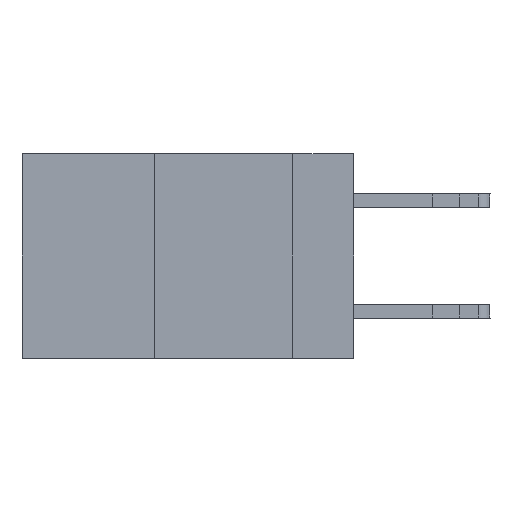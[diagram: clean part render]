
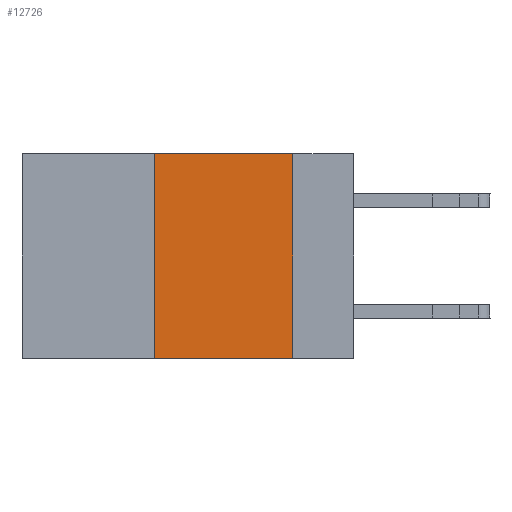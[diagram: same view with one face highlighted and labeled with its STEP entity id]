
A CAD part, left-side view. The second image highlights one B-rep face of the part: STEP entity #12726.
In plain terms, the highlighted planar face has unit normal (-1, 0, 0).
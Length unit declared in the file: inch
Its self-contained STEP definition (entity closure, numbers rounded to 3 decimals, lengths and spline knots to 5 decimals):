
#410 = VECTOR ( 'NONE', #18891, 39.37008 ) ;
#453 = CARTESIAN_POINT ( 'NONE',  ( 0., 0.11, 0. ) ) ;
#1738 = ORIENTED_EDGE ( 'NONE', *, *, #26678, .F. ) ;
#2797 = AXIS2_PLACEMENT_3D ( 'NONE', #25229, #30703, #6045 ) ;
#5674 = VECTOR ( 'NONE', #10395, 39.37008 ) ;
#6045 = DIRECTION ( 'NONE',  ( 0., 0., -1. ) ) ;
#6431 = DIRECTION ( 'NONE',  ( 0., 0., 1. ) ) ;
#7229 = CARTESIAN_POINT ( 'NONE',  ( 0., 0.11, 0. ) ) ;
#7783 = LINE ( 'NONE', #7229, #410 ) ;
#8111 = CARTESIAN_POINT ( 'NONE',  ( 0., 0.36, -0.37 ) ) ;
#8854 = EDGE_CURVE ( 'NONE', #18461, #35384, #34984, .T. ) ;
#8963 = ORIENTED_EDGE ( 'NONE', *, *, #8854, .T. ) ;
#9618 = VECTOR ( 'NONE', #10829, 39.37008 ) ;
#10395 = DIRECTION ( 'NONE',  ( 0., -1., 0. ) ) ;
#10829 = DIRECTION ( 'NONE',  ( 0., -1., 0. ) ) ;
#12726 = ADVANCED_FACE ( 'NONE', ( #22292 ), #19546, .F. ) ;
#15544 = VERTEX_POINT ( 'NONE', #453 ) ;
#16200 = CARTESIAN_POINT ( 'NONE',  ( 0., 0.36, 0. ) ) ;
#16378 = EDGE_LOOP ( 'NONE', ( #22437, #20223, #1738, #8963 ) ) ;
#17074 = CARTESIAN_POINT ( 'NONE',  ( 0., 0.11, -0.37 ) ) ;
#18461 = VERTEX_POINT ( 'NONE', #8111 ) ;
#18891 = DIRECTION ( 'NONE',  ( 0., 0., -1. ) ) ;
#19546 = PLANE ( 'NONE',  #2797 ) ;
#20223 = ORIENTED_EDGE ( 'NONE', *, *, #24301, .F. ) ;
#20471 = LINE ( 'NONE', #21195, #26201 ) ;
#21195 = CARTESIAN_POINT ( 'NONE',  ( 0., 0.36, 0. ) ) ;
#21686 = VERTEX_POINT ( 'NONE', #16200 ) ;
#22045 = LINE ( 'NONE', #30099, #5674 ) ;
#22292 = FACE_OUTER_BOUND ( 'NONE', #16378, .T. ) ;
#22437 = ORIENTED_EDGE ( 'NONE', *, *, #23407, .F. ) ;
#23407 = EDGE_CURVE ( 'NONE', #15544, #35384, #7783, .T. ) ;
#24301 = EDGE_CURVE ( 'NONE', #21686, #15544, #22045, .T. ) ;
#25229 = CARTESIAN_POINT ( 'NONE',  ( 0., 0.6, 0. ) ) ;
#26201 = VECTOR ( 'NONE', #6431, 39.37008 ) ;
#26678 = EDGE_CURVE ( 'NONE', #18461, #21686, #20471, .T. ) ;
#29328 = CARTESIAN_POINT ( 'NONE',  ( 0., 0.6, -0.37 ) ) ;
#30099 = CARTESIAN_POINT ( 'NONE',  ( 0., 0.6, 0. ) ) ;
#30703 = DIRECTION ( 'NONE',  ( 1., 0., 0. ) ) ;
#34984 = LINE ( 'NONE', #29328, #9618 ) ;
#35384 = VERTEX_POINT ( 'NONE', #17074 ) ;
